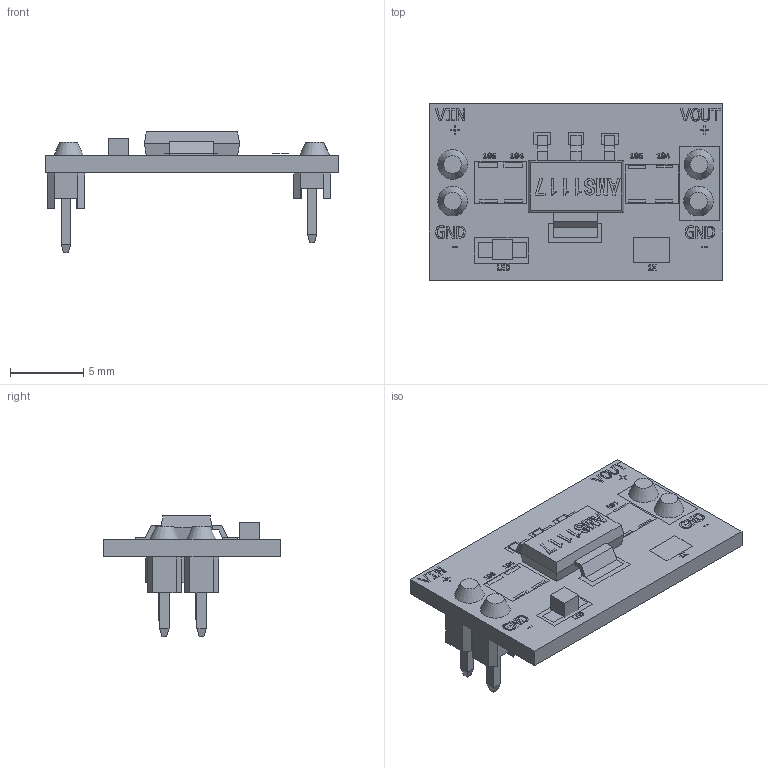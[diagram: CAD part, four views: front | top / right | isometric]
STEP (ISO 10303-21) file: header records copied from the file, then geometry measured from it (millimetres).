
FILE_DESCRIPTION(('FreeCAD Model'),'2;1');
FILE_NAME( 'Volt Reg 2.step', '2019-08-20T16:46:19',('Author'),(''), 'Open CASCADE STEP processor 7.3','FreeCAD','Unknown');
FILE_SCHEMA(('AUTOMOTIVE_DESIGN { 1 0 10303 214 1 1 1 1 }'));
Length unit declared in the file: millimetre
Products named in the file (32): -001; GND001; +(2); VOUT; -; Rectangle001; GND; User_Library-AMS1117; Rectangle002; Rectangle003; Line; Line001; ShapeString008; Rectangle006; Rectangle007; Rectangle008; Rectangle009; ShapeString009; Rectangle010; Rectangle011; Rectangle012; Rectangle013; Rectangle014; Rectangle015; Rectangle016; Rectangle017; LED; Rectangle018; Rectangle019; Rectangle020; 1K; Fusion
Bounding box: 20 x 12 x 8.29 mm (x, y, z)
Volume: 379.7 mm3; surface area: 850.6 mm2
Topology: 12 solids, 57 shells, 393 faces, 2191 edges, 3917 vertices
Faces by surface type: plane 345, bspline 31, extrusion 13, cone 4
Entity records: 43461 total; most frequent: CARTESIAN_POINT 13434, DIRECTION 4047, VECTOR 3316, LINE 3303, ORIENTED_EDGE 2397, PCURVE 2397, DEFINITIONAL_REPRESENTATION 2397, EDGE_CURVE 1513
